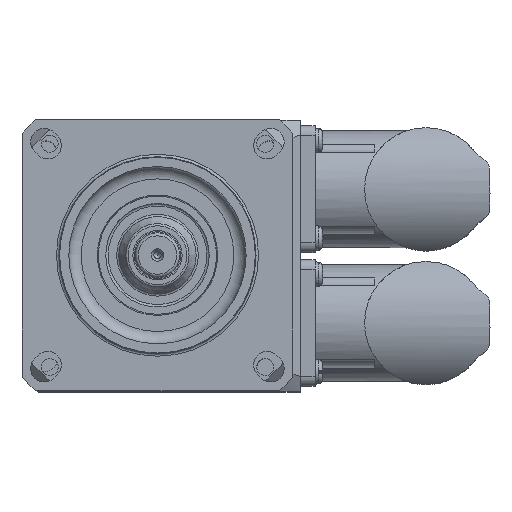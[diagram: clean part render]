
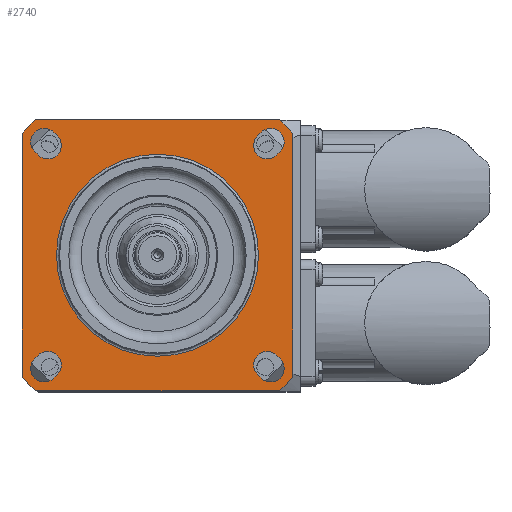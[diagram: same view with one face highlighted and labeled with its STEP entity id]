
A CAD part, top view. The second image highlights one B-rep face of the part: STEP entity #2740.
In plain terms, the highlighted face is planar.
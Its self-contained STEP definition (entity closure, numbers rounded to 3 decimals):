
#854=LINE('',#20204,#1416);
#858=LINE('',#20213,#1420);
#862=LINE('',#20222,#1424);
#866=LINE('',#20231,#1428);
#896=LINE('',#20330,#1458);
#897=LINE('',#20335,#1459);
#898=LINE('',#20338,#1460);
#899=LINE('',#20343,#1461);
#900=LINE('',#20346,#1462);
#901=LINE('',#20351,#1463);
#902=LINE('',#20354,#1464);
#903=LINE('',#20359,#1465);
#1416=VECTOR('',#15688,1.);
#1420=VECTOR('',#15694,1.);
#1424=VECTOR('',#15700,1.);
#1428=VECTOR('',#15706,1.);
#1458=VECTOR('',#15748,1.);
#1459=VECTOR('',#15751,1.);
#1460=VECTOR('',#15754,1.);
#1461=VECTOR('',#15757,1.);
#1462=VECTOR('',#15760,1.);
#1463=VECTOR('',#15763,1.);
#1464=VECTOR('',#15766,1.);
#1465=VECTOR('',#15769,1.);
#2740=ADVANCED_FACE('',(#4161,#4162,#4163,#4164,#4165,#3665),#3329,.T.);
#3329=PLANE('',#13471);
#3665=FACE_OUTER_BOUND('',#4934,.T.);
#4161=FACE_BOUND('',#4929,.T.);
#4162=FACE_BOUND('',#4930,.T.);
#4163=FACE_BOUND('',#4931,.T.);
#4164=FACE_BOUND('',#4932,.T.);
#4165=FACE_BOUND('',#4933,.T.);
#4929=EDGE_LOOP('',(#6945));
#4930=EDGE_LOOP('',(#6946,#6947,#6948,#6949));
#4931=EDGE_LOOP('',(#6950,#6951,#6952,#6953));
#4932=EDGE_LOOP('',(#6954,#6955,#6956,#6957));
#4933=EDGE_LOOP('',(#6958,#6959,#6960,#6961));
#4934=EDGE_LOOP('',(#6962,#6963,#6964,#6965,#6966,#6967,#6968,#6969));
#6945=ORIENTED_EDGE('',*,*,#11090,.T.);
#6946=ORIENTED_EDGE('',*,*,#11091,.T.);
#6947=ORIENTED_EDGE('',*,*,#11092,.F.);
#6948=ORIENTED_EDGE('',*,*,#11093,.F.);
#6949=ORIENTED_EDGE('',*,*,#11094,.F.);
#6950=ORIENTED_EDGE('',*,*,#11095,.T.);
#6951=ORIENTED_EDGE('',*,*,#11096,.F.);
#6952=ORIENTED_EDGE('',*,*,#11097,.F.);
#6953=ORIENTED_EDGE('',*,*,#11098,.F.);
#6954=ORIENTED_EDGE('',*,*,#11099,.T.);
#6955=ORIENTED_EDGE('',*,*,#11100,.F.);
#6956=ORIENTED_EDGE('',*,*,#11101,.F.);
#6957=ORIENTED_EDGE('',*,*,#11102,.F.);
#6958=ORIENTED_EDGE('',*,*,#11103,.T.);
#6959=ORIENTED_EDGE('',*,*,#11104,.F.);
#6960=ORIENTED_EDGE('',*,*,#11105,.F.);
#6961=ORIENTED_EDGE('',*,*,#11106,.F.);
#6962=ORIENTED_EDGE('',*,*,#11107,.T.);
#6963=ORIENTED_EDGE('',*,*,#11052,.T.);
#6964=ORIENTED_EDGE('',*,*,#11108,.T.);
#6965=ORIENTED_EDGE('',*,*,#11044,.T.);
#6966=ORIENTED_EDGE('',*,*,#11109,.T.);
#6967=ORIENTED_EDGE('',*,*,#11040,.T.);
#6968=ORIENTED_EDGE('',*,*,#11110,.T.);
#6969=ORIENTED_EDGE('',*,*,#11048,.F.);
#9622=VERTEX_POINT('',#20199);
#9624=VERTEX_POINT('',#20203);
#9626=VERTEX_POINT('',#20208);
#9628=VERTEX_POINT('',#20212);
#9630=VERTEX_POINT('',#20217);
#9632=VERTEX_POINT('',#20221);
#9634=VERTEX_POINT('',#20226);
#9636=VERTEX_POINT('',#20230);
#9667=VERTEX_POINT('',#20329);
#9668=VERTEX_POINT('',#20331);
#9669=VERTEX_POINT('',#20332);
#9670=VERTEX_POINT('',#20334);
#9671=VERTEX_POINT('',#20336);
#9672=VERTEX_POINT('',#20339);
#9673=VERTEX_POINT('',#20340);
#9674=VERTEX_POINT('',#20342);
#9675=VERTEX_POINT('',#20344);
#9676=VERTEX_POINT('',#20347);
#9677=VERTEX_POINT('',#20348);
#9678=VERTEX_POINT('',#20350);
#9679=VERTEX_POINT('',#20352);
#9680=VERTEX_POINT('',#20355);
#9681=VERTEX_POINT('',#20356);
#9682=VERTEX_POINT('',#20358);
#9683=VERTEX_POINT('',#20360);
#11040=EDGE_CURVE('',#9622,#9624,#854,.T.);
#11044=EDGE_CURVE('',#9626,#9628,#858,.T.);
#11048=EDGE_CURVE('',#9632,#9630,#862,.T.);
#11052=EDGE_CURVE('',#9634,#9636,#866,.T.);
#11090=EDGE_CURVE('',#9667,#9667,#12423,.T.);
#11091=EDGE_CURVE('',#9668,#9669,#896,.T.);
#11092=EDGE_CURVE('',#9670,#9669,#12424,.T.);
#11093=EDGE_CURVE('',#9671,#9670,#897,.T.);
#11094=EDGE_CURVE('',#9668,#9671,#12425,.T.);
#11095=EDGE_CURVE('',#9672,#9673,#898,.T.);
#11096=EDGE_CURVE('',#9674,#9673,#12426,.T.);
#11097=EDGE_CURVE('',#9675,#9674,#899,.T.);
#11098=EDGE_CURVE('',#9672,#9675,#12427,.T.);
#11099=EDGE_CURVE('',#9676,#9677,#900,.T.);
#11100=EDGE_CURVE('',#9678,#9677,#12428,.T.);
#11101=EDGE_CURVE('',#9679,#9678,#901,.T.);
#11102=EDGE_CURVE('',#9676,#9679,#12429,.T.);
#11103=EDGE_CURVE('',#9680,#9681,#902,.T.);
#11104=EDGE_CURVE('',#9682,#9681,#12430,.T.);
#11105=EDGE_CURVE('',#9683,#9682,#903,.T.);
#11106=EDGE_CURVE('',#9680,#9683,#12431,.T.);
#11107=EDGE_CURVE('',#9632,#9634,#12432,.T.);
#11108=EDGE_CURVE('',#9636,#9626,#12433,.T.);
#11109=EDGE_CURVE('',#9628,#9622,#12434,.T.);
#11110=EDGE_CURVE('',#9624,#9630,#12435,.T.);
#12423=CIRCLE('',#13458,20.5);
#12424=CIRCLE('',#13459,2.75);
#12425=CIRCLE('',#13460,2.75);
#12426=CIRCLE('',#13461,2.75);
#12427=CIRCLE('',#13462,2.75);
#12428=CIRCLE('',#13463,2.75);
#12429=CIRCLE('',#13464,2.75);
#12430=CIRCLE('',#13465,2.75);
#12431=CIRCLE('',#13466,2.75);
#12432=CIRCLE('',#13467,37.);
#12433=CIRCLE('',#13468,37.);
#12434=CIRCLE('',#13469,37.);
#12435=CIRCLE('',#13470,37.);
#13458=AXIS2_PLACEMENT_3D('',#20328,#15746,#15747);
#13459=AXIS2_PLACEMENT_3D('',#20333,#15749,#15750);
#13460=AXIS2_PLACEMENT_3D('',#20337,#15752,#15753);
#13461=AXIS2_PLACEMENT_3D('',#20341,#15755,#15756);
#13462=AXIS2_PLACEMENT_3D('',#20345,#15758,#15759);
#13463=AXIS2_PLACEMENT_3D('',#20349,#15761,#15762);
#13464=AXIS2_PLACEMENT_3D('',#20353,#15764,#15765);
#13465=AXIS2_PLACEMENT_3D('',#20357,#15767,#15768);
#13466=AXIS2_PLACEMENT_3D('',#20361,#15770,#15771);
#13467=AXIS2_PLACEMENT_3D('',#20362,#15772,#15773);
#13468=AXIS2_PLACEMENT_3D('',#20363,#15774,#15775);
#13469=AXIS2_PLACEMENT_3D('',#20364,#15776,#15777);
#13470=AXIS2_PLACEMENT_3D('',#20365,#15778,#15779);
#13471=AXIS2_PLACEMENT_3D('',#20366,#15780,#15781);
#15688=DIRECTION('',(-1.,0.,0.));
#15694=DIRECTION('',(0.,0.,1.));
#15700=DIRECTION('',(0.,0.,1.));
#15706=DIRECTION('',(1.,0.,0.));
#15746=DIRECTION('',(0.,1.,0.));
#15747=DIRECTION('',(0.,0.,-1.));
#15748=DIRECTION('',(0.707,0.,0.707));
#15749=DIRECTION('',(0.,-1.,0.));
#15750=DIRECTION('',(1.,0.,0.));
#15751=DIRECTION('',(0.707,0.,0.707));
#15752=DIRECTION('',(0.,-1.,0.));
#15753=DIRECTION('',(1.,0.,0.));
#15754=DIRECTION('',(-0.707,0.,0.707));
#15755=DIRECTION('',(0.,-1.,0.));
#15756=DIRECTION('',(0.,0.,1.));
#15757=DIRECTION('',(-0.707,0.,0.707));
#15758=DIRECTION('',(0.,-1.,0.));
#15759=DIRECTION('',(0.,0.,1.));
#15760=DIRECTION('',(-0.707,0.,-0.707));
#15761=DIRECTION('',(0.,-1.,0.));
#15762=DIRECTION('',(-1.,0.,0.));
#15763=DIRECTION('',(-0.707,0.,-0.707));
#15764=DIRECTION('',(0.,-1.,0.));
#15765=DIRECTION('',(-1.,0.,0.));
#15766=DIRECTION('',(0.707,0.,-0.707));
#15767=DIRECTION('',(0.,-1.,0.));
#15768=DIRECTION('',(0.,0.,-1.));
#15769=DIRECTION('',(0.707,0.,-0.707));
#15770=DIRECTION('',(0.,-1.,0.));
#15771=DIRECTION('',(0.,0.,-1.));
#15772=DIRECTION('',(0.,-1.,0.));
#15773=DIRECTION('',(-1.,0.,0.));
#15774=DIRECTION('',(0.,-1.,0.));
#15775=DIRECTION('',(-1.,0.,0.));
#15776=DIRECTION('',(0.,-1.,0.));
#15777=DIRECTION('',(-1.,0.,0.));
#15778=DIRECTION('',(0.,-1.,0.));
#15779=DIRECTION('',(-1.,0.,0.));
#15780=DIRECTION('',(0.,-1.,0.));
#15781=DIRECTION('',(0.,0.,-1.));
#20199=CARTESIAN_POINT('',(17.254,-0.5,20.));
#20203=CARTESIAN_POINT('',(-32.254,-0.5,20.));
#20204=CARTESIAN_POINT('',(-7.5,-0.5,20.));
#20208=CARTESIAN_POINT('',(20.,-0.5,-32.254));
#20212=CARTESIAN_POINT('',(20.,-0.5,17.254));
#20213=CARTESIAN_POINT('',(20.,-0.5,-35.));
#20217=CARTESIAN_POINT('',(-35.,-0.5,17.254));
#20221=CARTESIAN_POINT('',(-35.,-0.5,-32.254));
#20222=CARTESIAN_POINT('',(-35.,-0.5,-35.));
#20226=CARTESIAN_POINT('',(-32.254,-0.5,-35.));
#20230=CARTESIAN_POINT('',(17.254,-0.5,-35.));
#20231=CARTESIAN_POINT('',(-7.5,-0.5,-35.));
#20328=CARTESIAN_POINT('',(-7.5,-0.5,-7.5));
#20329=CARTESIAN_POINT('',(-7.5,-0.5,-28.));
#20330=CARTESIAN_POINT('',(-32.072,-0.5,-28.183));
#20331=CARTESIAN_POINT('',(-32.426,-0.5,-28.536));
#20332=CARTESIAN_POINT('',(-31.718,-0.5,-27.829));
#20333=CARTESIAN_POINT('',(-29.774,-0.5,-29.774));
#20334=CARTESIAN_POINT('',(-27.829,-0.5,-31.718));
#20335=CARTESIAN_POINT('',(-28.183,-0.5,-32.072));
#20336=CARTESIAN_POINT('',(-28.536,-0.5,-32.426));
#20337=CARTESIAN_POINT('',(-30.481,-0.5,-30.481));
#20338=CARTESIAN_POINT('',(13.183,-0.5,-32.072));
#20339=CARTESIAN_POINT('',(13.536,-0.5,-32.426));
#20340=CARTESIAN_POINT('',(12.829,-0.5,-31.718));
#20341=CARTESIAN_POINT('',(14.774,-0.5,-29.774));
#20342=CARTESIAN_POINT('',(16.718,-0.5,-27.829));
#20343=CARTESIAN_POINT('',(17.072,-0.5,-28.183));
#20344=CARTESIAN_POINT('',(17.426,-0.5,-28.536));
#20345=CARTESIAN_POINT('',(15.481,-0.5,-30.481));
#20346=CARTESIAN_POINT('',(17.072,-0.5,13.183));
#20347=CARTESIAN_POINT('',(17.426,-0.5,13.536));
#20348=CARTESIAN_POINT('',(16.718,-0.5,12.829));
#20349=CARTESIAN_POINT('',(14.774,-0.5,14.774));
#20350=CARTESIAN_POINT('',(12.829,-0.5,16.718));
#20351=CARTESIAN_POINT('',(13.183,-0.5,17.072));
#20352=CARTESIAN_POINT('',(13.536,-0.5,17.426));
#20353=CARTESIAN_POINT('',(15.481,-0.5,15.481));
#20354=CARTESIAN_POINT('',(-28.183,-0.5,17.072));
#20355=CARTESIAN_POINT('',(-28.536,-0.5,17.426));
#20356=CARTESIAN_POINT('',(-27.829,-0.5,16.718));
#20357=CARTESIAN_POINT('',(-29.774,-0.5,14.774));
#20358=CARTESIAN_POINT('',(-31.718,-0.5,12.829));
#20359=CARTESIAN_POINT('',(-32.072,-0.5,13.183));
#20360=CARTESIAN_POINT('',(-32.426,-0.5,13.536));
#20361=CARTESIAN_POINT('',(-30.481,-0.5,15.481));
#20362=CARTESIAN_POINT('',(-7.5,-0.5,-7.5));
#20363=CARTESIAN_POINT('',(-7.5,-0.5,-7.5));
#20364=CARTESIAN_POINT('',(-7.5,-0.5,-7.5));
#20365=CARTESIAN_POINT('',(-7.5,-0.5,-7.5));
#20366=CARTESIAN_POINT('',(-7.5,-0.5,-35.));
